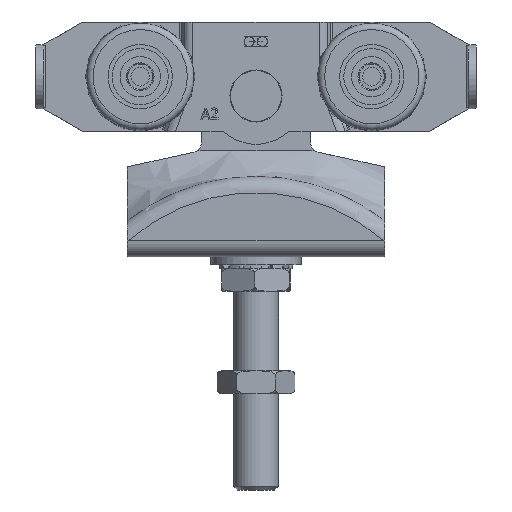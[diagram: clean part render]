
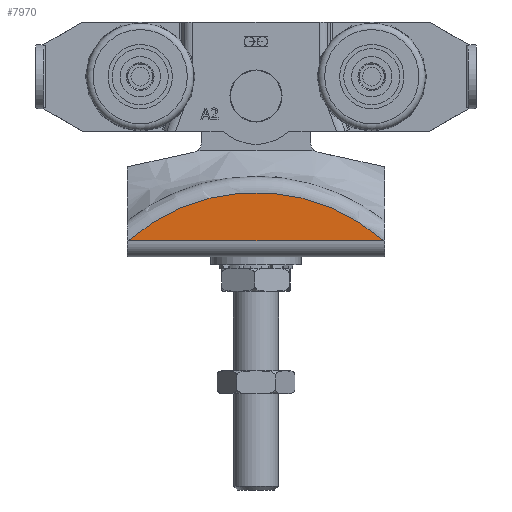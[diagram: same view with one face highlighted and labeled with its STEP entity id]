
A CAD part, left-side view. The second image highlights one B-rep face of the part: STEP entity #7970.
In plain terms, the highlighted face is planar.
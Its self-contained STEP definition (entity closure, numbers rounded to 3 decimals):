
#623=PLANE('',#8811);
#934=FACE_OUTER_BOUND('',#1393,.T.);
#1393=EDGE_LOOP('',(#6565,#6566));
#1719=CIRCLE('',#8812,59.86);
#2472=LINE('',#13772,#3127);
#3127=VECTOR('',#10430,10.);
#3748=VERTEX_POINT('',#13764);
#3749=VERTEX_POINT('',#13771);
#4773=EDGE_CURVE('',#3748,#3749,#2472,.T.);
#4775=EDGE_CURVE('',#3749,#3748,#1719,.T.);
#6565=ORIENTED_EDGE('',*,*,#4773,.F.);
#6566=ORIENTED_EDGE('',*,*,#4775,.F.);
#7970=ADVANCED_FACE('',(#934),#623,.T.);
#8811=AXIS2_PLACEMENT_3D('',#13779,#10431,#10432);
#8812=AXIS2_PLACEMENT_3D('',#13780,#10433,#10434);
#10430=DIRECTION('',(-1.,0.,0.));
#10431=DIRECTION('center_axis',(0.,0.,1.));
#10432=DIRECTION('ref_axis',(1.,0.,0.));
#10433=DIRECTION('center_axis',(0.,0.,-1.));
#10434=DIRECTION('ref_axis',(0.,1.,0.));
#13764=CARTESIAN_POINT('',(-1.551,8.159,50.));
#13771=CARTESIAN_POINT('',(-80.818,8.159,50.));
#13772=CARTESIAN_POINT('',(-21.185,8.159,50.));
#13779=CARTESIAN_POINT('Origin',(-41.185,5.659,50.));
#13780=CARTESIAN_POINT('Origin',(-41.185,-36.701,50.));
